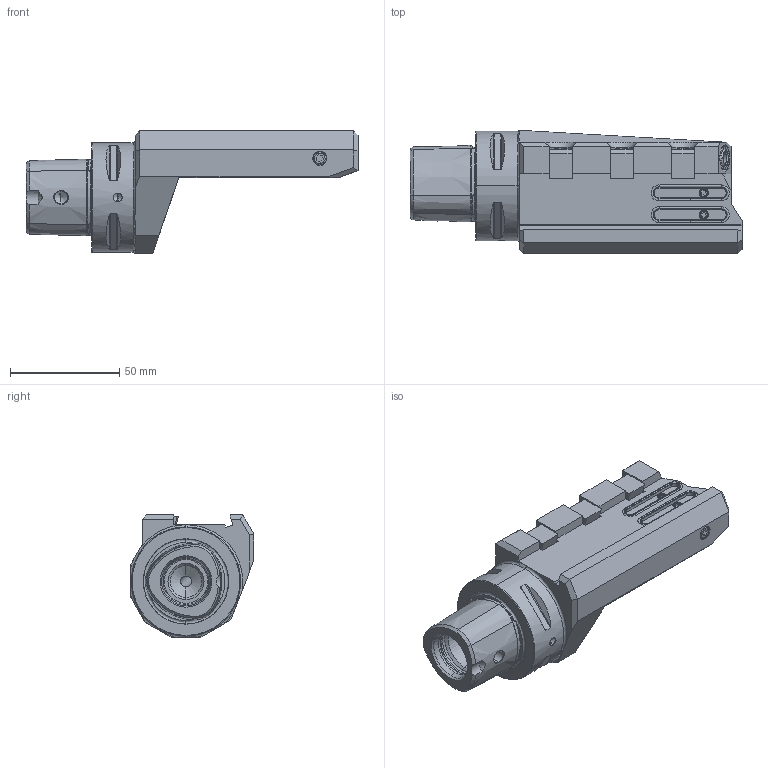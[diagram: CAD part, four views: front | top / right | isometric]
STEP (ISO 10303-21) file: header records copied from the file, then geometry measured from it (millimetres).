
FILE_DESCRIPTION (( 'STEP AP214' ), '1' );
FILE_NAME ('S5-.E2.L11.122-ECO.STEP', '2023-07-17T11:50:39', ( '' ), ( '' ), 'SwSTEP 2.0', 'SolidWorks 2017', '' );
FILE_SCHEMA (( 'AUTOMOTIVE_DESIGN' ));
Length unit declared in the file: millimetre
Products named in the file (11): S5-.E2.L11.122-ECO; AE3-ER1.006.028_A; ISO 4026 - M6 x 6; KU1-U12.002.010_A; ISO 4026 - M4 x 4; PS5-AE2.L11.122-ECO_A; KU1-U12.003.010_B; KU1-U12.002.010; DIN 3771 - 8x1.5; DIN 3771 - 23x1_vorgespannt 28.5mm Nutl„nge; AE3-ER1.011.014_A
Assembly tree (18 placements, depth 3):
  S5-.E2.L11.122-ECO
    PS5-AE2.L11.122-ECO_A
    KU1-U12.002.010
      KU1-U12.003.010_B
      KU1-U12.002.010_A
      DIN 3771 - 8x1.5
    AE3-ER1.011.014_A  x3
    AE3-ER1.006.028_A  x3
    ISO 4026 - M6 x 6  x3
    DIN 3771 - 23x1_vorgespannt 28.5mm Nutl„nge  x2
    ISO 4026 - M4 x 4  x2
Bounding box: 152 x 56.5 x 56 mm (x, y, z)
Volume: 164347.1 mm3; surface area: 41104.7 mm2
Topology: 17 solids, 17 shells, 612 faces, 1442 edges, 851 vertices
Faces by surface type: plane 243, cone 160, cylinder 156, torus 46, sphere 4, bspline 3
Entity records: 14986 total; most frequent: CARTESIAN_POINT 3835, DIRECTION 2211, ORIENTED_EDGE 2110, EDGE_CURVE 1055, AXIS2_PLACEMENT_3D 834, VERTEX_POINT 638, VECTOR 543, LINE 543
